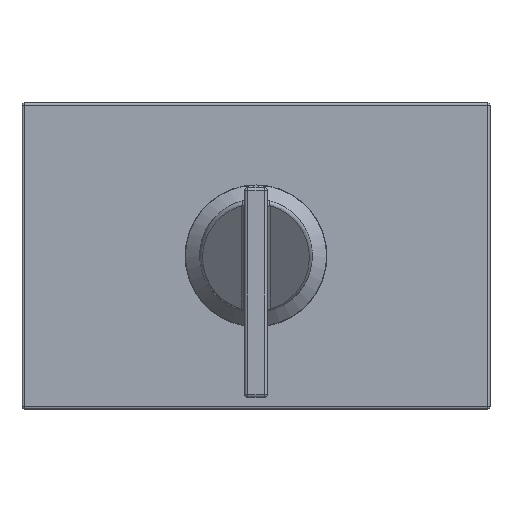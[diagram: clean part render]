
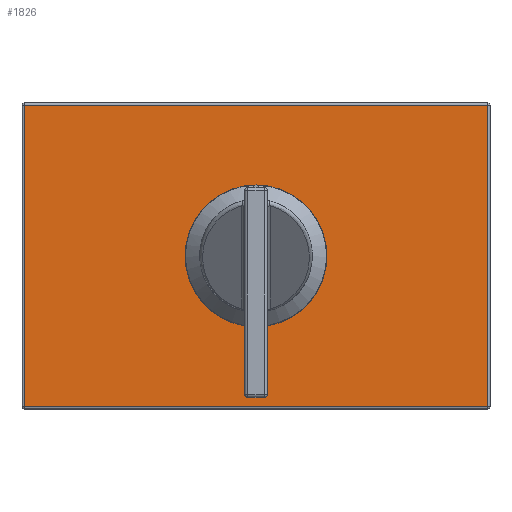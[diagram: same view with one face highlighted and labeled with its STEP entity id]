
A CAD part, top view. The second image highlights one B-rep face of the part: STEP entity #1826.
In plain terms, the highlighted planar face has unit normal (0, 0, 1).
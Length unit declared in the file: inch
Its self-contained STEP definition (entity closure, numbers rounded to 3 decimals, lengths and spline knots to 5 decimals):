
#2=DIRECTION('',(0.,1.,0.));
#3=VECTOR('',#2,4.19);
#4=CARTESIAN_POINT('',(3.22,-2.095,0.375));
#5=LINE('',#4,#3);
#6=DIRECTION('',(1.,0.,0.));
#7=VECTOR('',#6,6.44);
#8=CARTESIAN_POINT('',(-3.22,-2.095,0.375));
#9=LINE('',#8,#7);
#10=DIRECTION('',(0.,-1.,0.));
#11=VECTOR('',#10,4.19);
#12=CARTESIAN_POINT('',(-3.22,2.095,0.375));
#13=LINE('',#12,#11);
#14=DIRECTION('',(-1.,0.,0.));
#15=VECTOR('',#14,6.44);
#16=CARTESIAN_POINT('',(3.22,2.095,0.375));
#17=LINE('',#16,#15);
#18=CARTESIAN_POINT('',(0.,0.,0.375));
#19=DIRECTION('',(0.,0.,-1.));
#20=DIRECTION('',(-1.,0.,0.));
#21=AXIS2_PLACEMENT_3D('',#18,#19,#20);
#23=CARTESIAN_POINT('',(0.,0.,0.375));
#24=DIRECTION('',(0.,0.,-1.));
#25=DIRECTION('',(1.,0.,0.));
#26=AXIS2_PLACEMENT_3D('',#23,#24,#25);
#1588=CARTESIAN_POINT('',(3.22,-2.095,0.375));
#1589=CARTESIAN_POINT('',(3.22,2.095,0.375));
#1590=VERTEX_POINT('',#1588);
#1591=VERTEX_POINT('',#1589);
#1596=CARTESIAN_POINT('',(-3.22,2.095,0.375));
#1597=VERTEX_POINT('',#1596);
#1602=CARTESIAN_POINT('',(-3.22,-2.095,0.375));
#1603=VERTEX_POINT('',#1602);
#1628=CARTESIAN_POINT('',(-0.985,0.,0.375));
#1629=CARTESIAN_POINT('',(0.985,0.,0.375));
#1630=VERTEX_POINT('',#1628);
#1631=VERTEX_POINT('',#1629);
#1805=CARTESIAN_POINT('',(0.,0.,0.375));
#1806=DIRECTION('',(0.,0.,1.));
#1807=DIRECTION('',(1.,0.,0.));
#1808=AXIS2_PLACEMENT_3D('',#1805,#1806,#1807);
#1809=PLANE('',#1808);
#1811=ORIENTED_EDGE('',*,*,#1810,.F.);
#1813=ORIENTED_EDGE('',*,*,#1812,.F.);
#1815=ORIENTED_EDGE('',*,*,#1814,.F.);
#1817=ORIENTED_EDGE('',*,*,#1816,.F.);
#1818=EDGE_LOOP('',(#1811,#1813,#1815,#1817));
#1819=FACE_OUTER_BOUND('',#1818,.F.);
#1821=ORIENTED_EDGE('',*,*,#1820,.F.);
#1823=ORIENTED_EDGE('',*,*,#1822,.F.);
#1824=EDGE_LOOP('',(#1821,#1823));
#1825=FACE_BOUND('',#1824,.F.);
#1826=ADVANCED_FACE('',(#1819,#1825),#1809,.T.);
#22=CIRCLE('',#21,0.985);
#27=CIRCLE('',#26,0.985);
#1810=EDGE_CURVE('',#1590,#1591,#5,.T.);
#1812=EDGE_CURVE('',#1603,#1590,#9,.T.);
#1814=EDGE_CURVE('',#1597,#1603,#13,.T.);
#1816=EDGE_CURVE('',#1591,#1597,#17,.T.);
#1820=EDGE_CURVE('',#1630,#1631,#22,.T.);
#1822=EDGE_CURVE('',#1631,#1630,#27,.T.);
